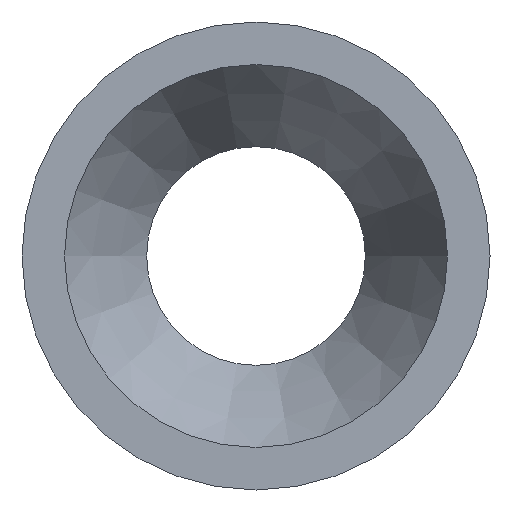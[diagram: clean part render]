
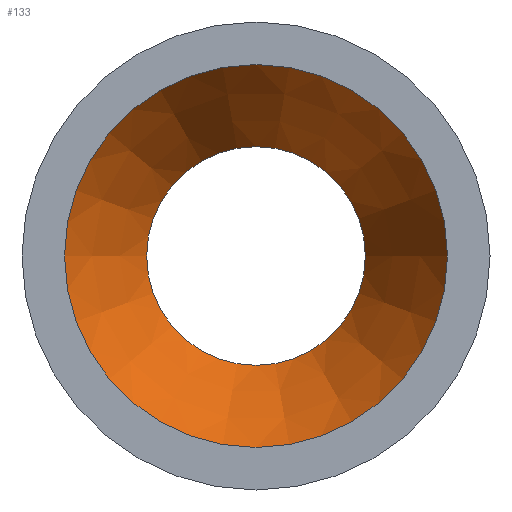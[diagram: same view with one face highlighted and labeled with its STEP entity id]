
A CAD part, left-side view. The second image highlights one B-rep face of the part: STEP entity #133.
In plain terms, the highlighted conical face has half-angle 29.581 degrees and reference radius 45 mm.
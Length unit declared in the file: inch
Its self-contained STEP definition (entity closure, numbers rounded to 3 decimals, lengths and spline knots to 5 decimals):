
#9 = CARTESIAN_POINT ( 'NONE',  ( 3.26772, 0., -1.77165 ) ) ;
#15 = AXIS2_PLACEMENT_3D ( 'NONE', #36, #42, #38 ) ;
#17 = VERTEX_POINT ( 'NONE', #9 ) ;
#32 = AXIS2_PLACEMENT_3D ( 'NONE', #150, #218, #81 ) ;
#36 = CARTESIAN_POINT ( 'NONE',  ( 3.26772, 0., 0. ) ) ;
#38 = DIRECTION ( 'NONE',  ( 0., 0., 1. ) ) ;
#42 = DIRECTION ( 'NONE',  ( -1., 0., 0. ) ) ;
#45 = DIRECTION ( 'NONE',  ( -1., 0., 0. ) ) ;
#46 = EDGE_CURVE ( 'NONE', #17, #17, #172, .T. ) ;
#76 = CARTESIAN_POINT ( 'NONE',  ( 4.6063, 1.01181, 0. ) ) ;
#81 = DIRECTION ( 'NONE',  ( 0., 1., 0. ) ) ;
#87 = CIRCLE ( 'NONE', #32, 1.01181 ) ;
#100 = CARTESIAN_POINT ( 'NONE',  ( 3.26772, 0., 0. ) ) ;
#128 = EDGE_CURVE ( 'NONE', #143, #143, #87, .T. ) ;
#133 = ADVANCED_FACE ( 'NONE', ( #208, #139 ), #168, .F. ) ;
#139 = FACE_OUTER_BOUND ( 'NONE', #153, .T. ) ;
#143 = VERTEX_POINT ( 'NONE', #76 ) ;
#150 = CARTESIAN_POINT ( 'NONE',  ( 4.6063, 0., 0. ) ) ;
#153 = EDGE_LOOP ( 'NONE', ( #232 ) ) ;
#168 = CONICAL_SURFACE ( 'NONE', #15, 1.77165, 0.516 ) ;
#172 = CIRCLE ( 'NONE', #200, 1.77165 ) ;
#174 = ORIENTED_EDGE ( 'NONE', *, *, #128, .F. ) ;
#177 = EDGE_LOOP ( 'NONE', ( #174 ) ) ;
#200 = AXIS2_PLACEMENT_3D ( 'NONE', #100, #45, #237 ) ;
#208 = FACE_BOUND ( 'NONE', #177, .T. ) ;
#218 = DIRECTION ( 'NONE',  ( -1., 0., 0. ) ) ;
#232 = ORIENTED_EDGE ( 'NONE', *, *, #46, .T. ) ;
#237 = DIRECTION ( 'NONE',  ( 0., 0., -1. ) ) ;
